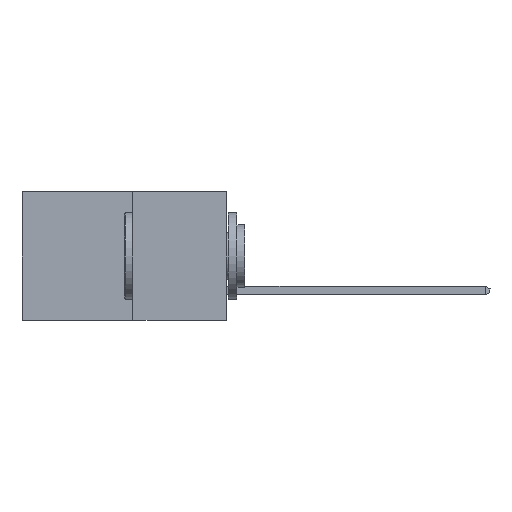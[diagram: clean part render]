
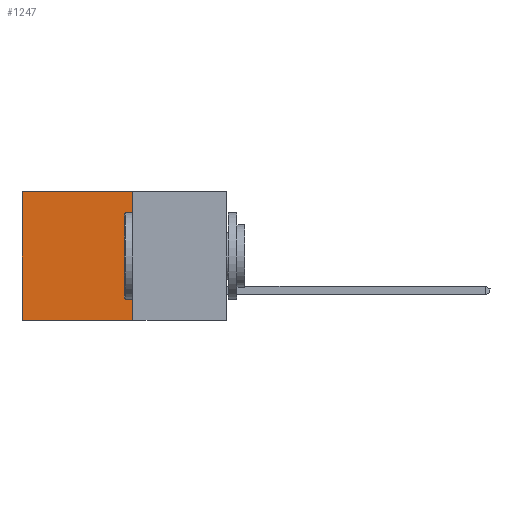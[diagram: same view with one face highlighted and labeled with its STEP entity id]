
A CAD part, left-side view. The second image highlights one B-rep face of the part: STEP entity #1247.
In plain terms, the highlighted planar face has unit normal (-1, 0, 0).
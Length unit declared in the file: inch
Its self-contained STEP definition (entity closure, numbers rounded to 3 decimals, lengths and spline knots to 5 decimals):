
#394 = EDGE_CURVE ( 'NONE', #9977, #2030, #3150, .T. ) ;
#532 = ORIENTED_EDGE ( 'NONE', *, *, #9672, .F. ) ;
#1247 = ADVANCED_FACE ( 'NONE', ( #7579 ), #9274, .F. ) ;
#1303 = LINE ( 'NONE', #5202, #6218 ) ;
#2030 = VERTEX_POINT ( 'NONE', #9370 ) ;
#2077 = CARTESIAN_POINT ( 'NONE',  ( 0.277, 0.27, -0.37 ) ) ;
#2091 = CARTESIAN_POINT ( 'NONE',  ( 0.277, 0.59, -0.37 ) ) ;
#2609 = CARTESIAN_POINT ( 'NONE',  ( 0.277, 0.27, -0.37 ) ) ;
#3081 = DIRECTION ( 'NONE',  ( 0., 0., -1. ) ) ;
#3150 = LINE ( 'NONE', #2077, #7878 ) ;
#3245 = ORIENTED_EDGE ( 'NONE', *, *, #6306, .T. ) ;
#3303 = CARTESIAN_POINT ( 'NONE',  ( 0.277, 0.59, 0. ) ) ;
#3745 = VECTOR ( 'NONE', #3081, 39.37008 ) ;
#3858 = CARTESIAN_POINT ( 'NONE',  ( 0.277, 0.27, -0.37 ) ) ;
#3876 = DIRECTION ( 'NONE',  ( 0., 0., -1. ) ) ;
#4027 = LINE ( 'NONE', #2091, #3745 ) ;
#4239 = DIRECTION ( 'NONE',  ( 0., 0., -1. ) ) ;
#5198 = DIRECTION ( 'NONE',  ( 0., 1., 0. ) ) ;
#5202 = CARTESIAN_POINT ( 'NONE',  ( 0.277, 0.27, 0. ) ) ;
#5524 = EDGE_LOOP ( 'NONE', ( #7965, #10309, #532, #3245 ) ) ;
#6183 = DIRECTION ( 'NONE',  ( 0., 1., 0. ) ) ;
#6191 = CARTESIAN_POINT ( 'NONE',  ( 0.277, 0.27, -0.37 ) ) ;
#6218 = VECTOR ( 'NONE', #6183, 39.37008 ) ;
#6306 = EDGE_CURVE ( 'NONE', #10541, #10328, #1303, .T. ) ;
#7214 = DIRECTION ( 'NONE',  ( 1., 0., 0. ) ) ;
#7410 = LINE ( 'NONE', #6191, #9460 ) ;
#7579 = FACE_OUTER_BOUND ( 'NONE', #5524, .T. ) ;
#7878 = VECTOR ( 'NONE', #5198, 39.37008 ) ;
#7965 = ORIENTED_EDGE ( 'NONE', *, *, #8379, .T. ) ;
#8379 = EDGE_CURVE ( 'NONE', #10328, #2030, #4027, .T. ) ;
#9080 = CARTESIAN_POINT ( 'NONE',  ( 0.277, 0.27, 0. ) ) ;
#9274 = PLANE ( 'NONE',  #9960 ) ;
#9370 = CARTESIAN_POINT ( 'NONE',  ( 0.277, 0.59, -0.37 ) ) ;
#9460 = VECTOR ( 'NONE', #4239, 39.37008 ) ;
#9672 = EDGE_CURVE ( 'NONE', #10541, #9977, #7410, .T. ) ;
#9960 = AXIS2_PLACEMENT_3D ( 'NONE', #2609, #7214, #3876 ) ;
#9977 = VERTEX_POINT ( 'NONE', #3858 ) ;
#10309 = ORIENTED_EDGE ( 'NONE', *, *, #394, .F. ) ;
#10328 = VERTEX_POINT ( 'NONE', #3303 ) ;
#10541 = VERTEX_POINT ( 'NONE', #9080 ) ;
